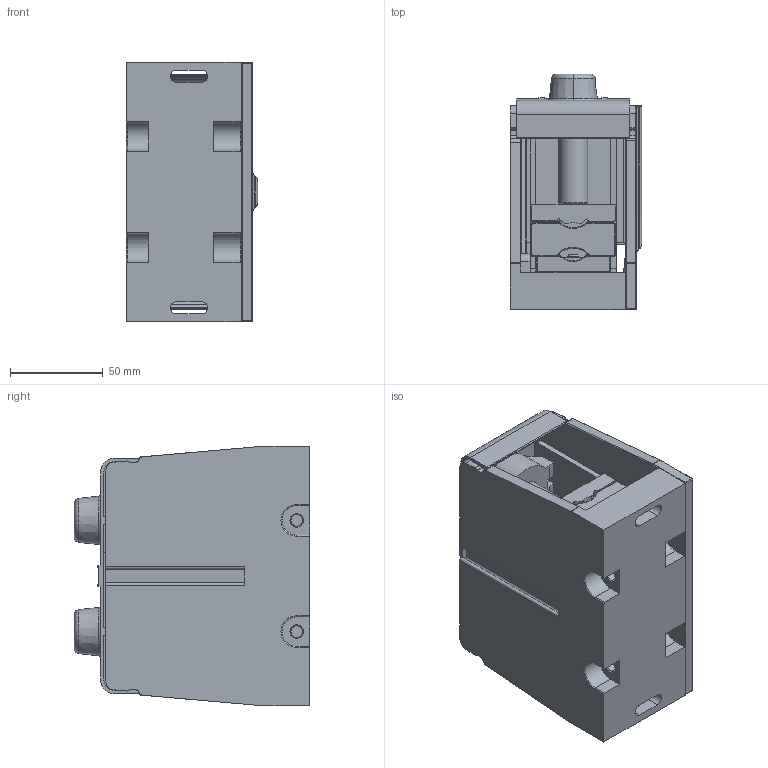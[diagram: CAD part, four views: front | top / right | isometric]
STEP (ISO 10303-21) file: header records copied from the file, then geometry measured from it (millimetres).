
FILE_DESCRIPTION((''),'2;1');
FILE_NAME('5YB574380_ASM','2024-02-18T',('dell'),(''),'PRO/ENGINEER BY PARAMETRIC TECHNOLOGY CORPORATION, 2013230','PRO/ENGINEER BY PARAMETRIC TECHNOLOGY CORPORATION, 2013230','');
FILE_SCHEMA(('AUTOMOTIVE_DESIGN { 1 0 10303 214 1 1 1 1 }'));
Products named in the file (1): 5YB574380_ASM
Bounding box: 71 x 127 x 140 mm (x, y, z)
Volume: 598089.8 mm3; surface area: 185944.9 mm2
Topology: 1 solids, 1 shells, 1729 faces, 5151 edges, 3298 vertices
Faces by surface type: plane 850, cylinder 630, bspline 137, torus 74, cone 30, sphere 8
Entity records: 66994 total; most frequent: CARTESIAN_POINT 16503, ORIENTED_EDGE 10272, DIRECTION 8569, EDGE_CURVE 5136, VECTOR 3333, LINE 3333, VERTEX_POINT 3298, AXIS2_PLACEMENT_3D 2618
